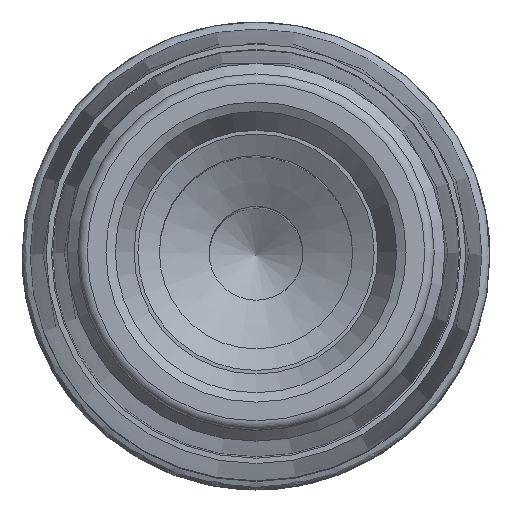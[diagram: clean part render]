
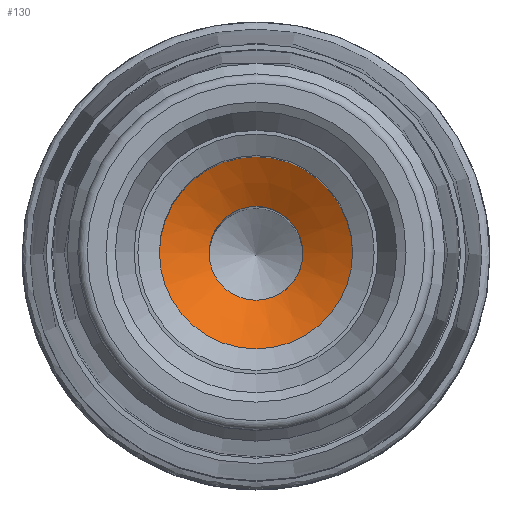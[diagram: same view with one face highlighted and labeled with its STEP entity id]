
A CAD part, top view. The second image highlights one B-rep face of the part: STEP entity #130.
In plain terms, the highlighted conical face has half-angle 60 degrees and reference radius 5.15 mm.
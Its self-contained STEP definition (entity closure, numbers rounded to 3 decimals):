
#89=CONICAL_SURFACE('',#774,5.15,60.);
#130=ADVANCED_FACE('',(#275,#276),#89,.F.);
#275=FACE_BOUND('',#389,.T.);
#276=FACE_BOUND('',#390,.T.);
#389=EDGE_LOOP('',(#504));
#390=EDGE_LOOP('',(#505));
#504=ORIENTED_EDGE('',*,*,#635,.T.);
#505=ORIENTED_EDGE('',*,*,#649,.T.);
#576=VERTEX_POINT('',#1295);
#590=VERTEX_POINT('',#1333);
#635=EDGE_CURVE('',#576,#576,#691,.T.);
#649=EDGE_CURVE('',#590,#590,#703,.T.);
#691=CIRCLE('',#749,2.5);
#703=CIRCLE('',#773,5.15);
#749=AXIS2_PLACEMENT_3D('',#1294,#887,#888);
#773=AXIS2_PLACEMENT_3D('',#1332,#935,#936);
#774=AXIS2_PLACEMENT_3D('',#1334,#937,#938);
#887=DIRECTION('',(0.,0.,-1.));
#888=DIRECTION('',(1.,0.,0.));
#935=DIRECTION('',(0.,0.,1.));
#936=DIRECTION('',(-1.,0.,0.));
#937=DIRECTION('',(0.,0.,1.));
#938=DIRECTION('',(1.,0.,0.));
#1294=CARTESIAN_POINT('',(0.,0.,-39.03));
#1295=CARTESIAN_POINT('',(2.5,0.,-39.03));
#1332=CARTESIAN_POINT('',(0.,0.,-37.5));
#1333=CARTESIAN_POINT('',(-5.15,0.,-37.5));
#1334=CARTESIAN_POINT('',(0.,0.,-37.5));
